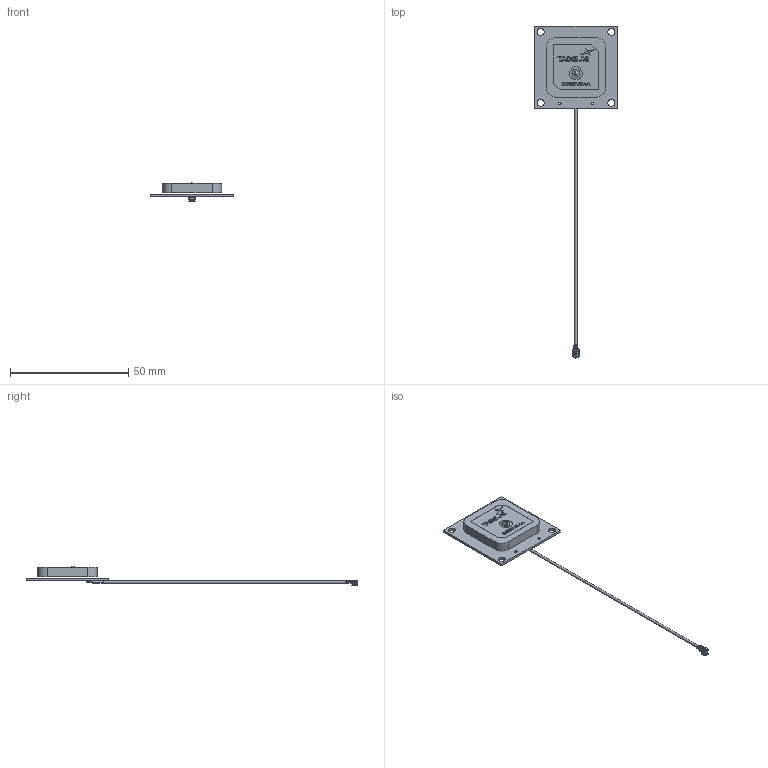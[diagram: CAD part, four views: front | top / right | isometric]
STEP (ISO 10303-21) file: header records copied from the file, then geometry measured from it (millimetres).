
FILE_DESCRIPTION (( 'STEP AP214' ), '1' );
FILE_NAME ('CGGBP254.07.0100A_Web.STEP', '2024-06-20T02:48:04', ( '' ), ( '' ), 'SwSTEP 2.0', 'SolidWorks 2022', '' );
FILE_SCHEMA (( 'AUTOMOTIVE_DESIGN' ));
Length unit declared in the file: millimetre
Products named in the file (1): CGGBP254.07.0100A_Web
Bounding box: 35 x 140.5 x 8.21 mm (x, y, z)
Surface area: 4001.5 mm2 (no closed solid volume)
Topology: 0 solids, 31 shells, 263 faces, 1457 edges, 1176 vertices
Faces by surface type: plane 130, cylinder 76, bspline 38, cone 17, torus 2
Entity records: 20702 total; most frequent: CARTESIAN_POINT 7760, ORIENTED_EDGE 1906, DIRECTION 1612, EDGE_CURVE 1452, VERTEX_POINT 1176, VECTOR 832, LINE 832, B_SPLINE_CURVE_WITH_KNOTS 453
